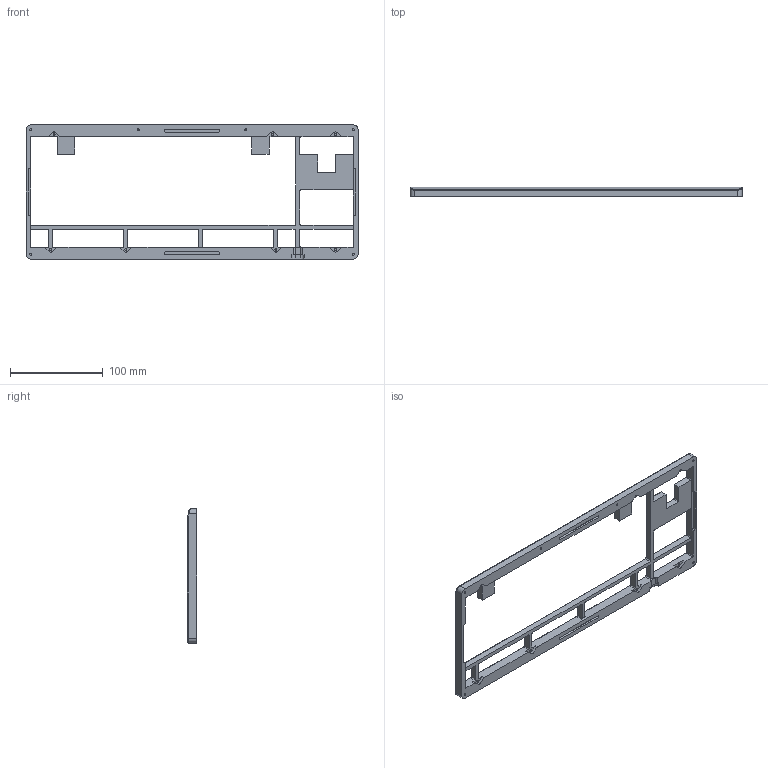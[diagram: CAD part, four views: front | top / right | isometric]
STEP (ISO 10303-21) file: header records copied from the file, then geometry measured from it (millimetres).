
FILE_DESCRIPTION(/* description */ (''),/* implementation_level */ '2;1');
FILE_NAME(/* name */ 'Top.step',/* time_stamp */ '2022-01-02T01:04:40+07:00',/* author */ (''),/* organization */ (''),/* preprocessor_version */ 'ST-DEVELOPER v18.1',/* originating_system */ 'Autodesk Translation Framework v10.10.0.1391',/* authorisation */ '');
FILE_SCHEMA (('AUTOMOTIVE_DESIGN { 1 0 10303 214 3 1 1 }'));
Length unit declared in the file: millimetre
Products named in the file (1): FusionComponent
Bounding box: 358.16 x 10.5 x 144.56 mm (x, y, z)
Volume: 134952.8 mm3; surface area: 58437.7 mm2
Topology: 1 solids, 1 shells, 295 faces, 759 edges, 472 vertices
Faces by surface type: plane 144, cylinder 103, cone 42, torus 4, bspline 2
Full cylindrical faces by diameter (mm): 2.075 x13
Entity records: 9019 total; most frequent: DIRECTION 1601, CARTESIAN_POINT 1585, ORIENTED_EDGE 1518, EDGE_CURVE 759, AXIS2_PLACEMENT_3D 548, LINE 505, VECTOR 505, VERTEX_POINT 472
